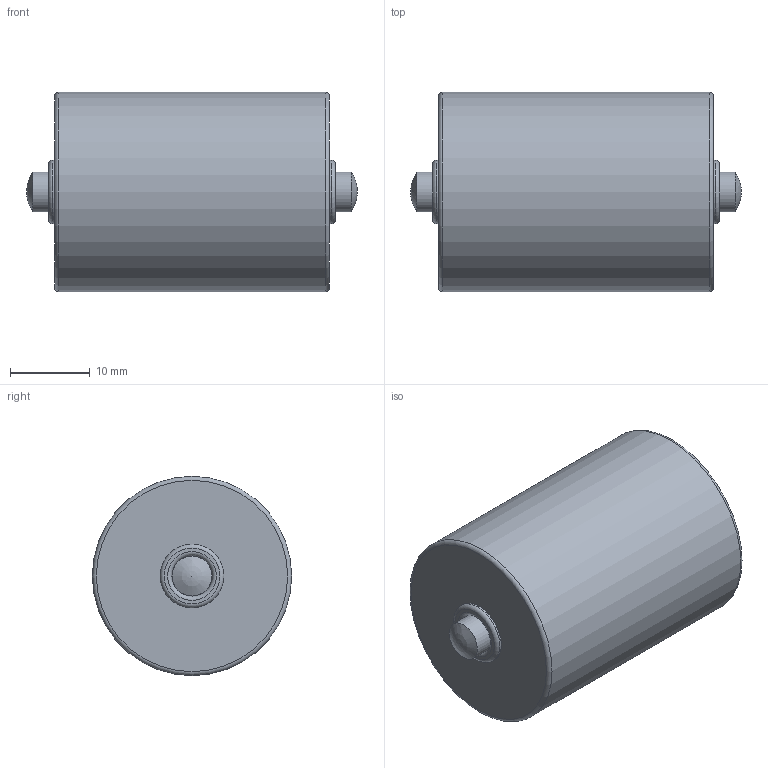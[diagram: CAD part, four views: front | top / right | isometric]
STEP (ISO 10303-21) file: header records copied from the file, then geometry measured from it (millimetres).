
FILE_DESCRIPTION(/* description */ ('Tragrolle D 25 massiv'),/* implementation_level */ '2;1');
FILE_NAME(/* name */ 'ZEI_CAD_211703-0-REV00_#SALL_#AIN_#V1.step',/* time_stamp */ '2022-10-10T06:57:51+02:00',/* author */ ('MiniTec'),/* organization */ ('MiniTec GmbH & Co.KG'),/* preprocessor_version */ 'ST-DEVELOPER v18.1',/* originating_system */ 'Autodesk Inventor 2021',/* authorisation */ '');
FILE_SCHEMA (('CONFIG_CONTROL_DESIGN'));
Length unit declared in the file: millimetre
Products named in the file (3): leer; 211703-1FZ.000; leer_1
Assembly tree (2 placements, depth 2):
  leer
    211703-1FZ.000
    leer_1
Bounding box: 41.5 x 25 x 25 mm (x, y, z)
Volume: 17062.7 mm3; surface area: 4884.4 mm2
Topology: 2 solids, 2 shells, 17 faces, 37 edges, 24 vertices
Faces by surface type: torus 6, cylinder 5, plane 4, bspline 2
Full cylindrical faces by diameter (mm): 5 x1, 5.1 x1, 8 x2, 25 x1
Entity records: 637 total; most frequent: CARTESIAN_POINT 133, DIRECTION 105, ORIENTED_EDGE 70, AXIS2_PLACEMENT_3D 50, EDGE_CURVE 35, CIRCLE 30, VERTEX_POINT 24, EDGE_LOOP 21
